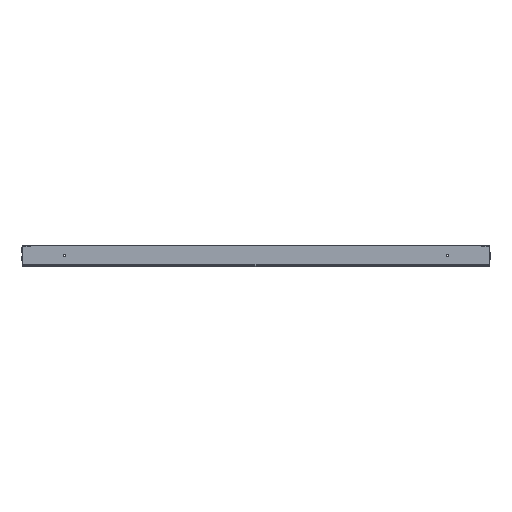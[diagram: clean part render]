
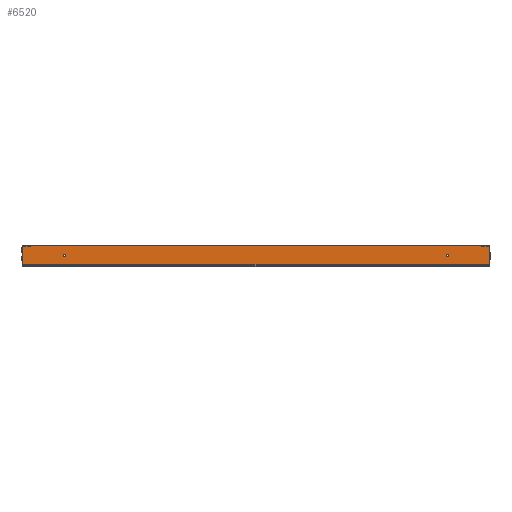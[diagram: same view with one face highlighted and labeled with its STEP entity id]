
A CAD part, front view. The second image highlights one B-rep face of the part: STEP entity #6520.
In plain terms, the highlighted planar face has unit normal (0, -1, 0).
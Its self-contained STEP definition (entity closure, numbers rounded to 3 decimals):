
#67 = EDGE_LOOP ( 'NONE', ( #34924, #545 ) ) ;
#109 = CARTESIAN_POINT ( 'NONE',  ( 0., -900., 48. ) ) ;
#487 = EDGE_LOOP ( 'NONE', ( #10166, #35158, #48232, #29876, #54331, #18405 ) ) ;
#545 = ORIENTED_EDGE ( 'NONE', *, *, #36137, .T. ) ;
#761 = VERTEX_POINT ( 'NONE', #13508 ) ;
#787 = AXIS2_PLACEMENT_3D ( 'NONE', #20103, #45980, #45709 ) ;
#961 = CARTESIAN_POINT ( 'NONE',  ( 450., -900., 21. ) ) ;
#1686 = VERTEX_POINT ( 'NONE', #8928 ) ;
#1864 = DIRECTION ( 'NONE',  ( 0., 0., 1. ) ) ;
#2430 = LINE ( 'NONE', #25146, #20800 ) ;
#3553 = VERTEX_POINT ( 'NONE', #961 ) ;
#4489 = CIRCLE ( 'NONE', #52602, 1. ) ;
#5325 = VERTEX_POINT ( 'NONE', #6091 ) ;
#6091 = CARTESIAN_POINT ( 'NONE',  ( -450., -900., 27. ) ) ;
#6520 = ADVANCED_FACE ( 'NONE', ( #50266, #46538, #15271 ), #7578, .F. ) ;
#7029 = CARTESIAN_POINT ( 'NONE',  ( -547.929, -900., 0. ) ) ;
#7578 = PLANE ( 'NONE',  #787 ) ;
#8521 = EDGE_CURVE ( 'NONE', #49589, #1686, #4489, .T. ) ;
#8594 = VERTEX_POINT ( 'NONE', #55254 ) ;
#8928 = CARTESIAN_POINT ( 'NONE',  ( -547.929, -900., 47. ) ) ;
#9148 = EDGE_CURVE ( 'NONE', #43029, #16120, #2430, .T. ) ;
#10166 = ORIENTED_EDGE ( 'NONE', *, *, #30816, .T. ) ;
#11866 = DIRECTION ( 'NONE',  ( 0., 1., 0. ) ) ;
#12359 = CARTESIAN_POINT ( 'NONE',  ( -550., -900., 2. ) ) ;
#13508 = CARTESIAN_POINT ( 'NONE',  ( -450., -900., 21. ) ) ;
#15271 = FACE_OUTER_BOUND ( 'NONE', #487, .T. ) ;
#16118 = DIRECTION ( 'NONE',  ( 0., 0., 1. ) ) ;
#16120 = VERTEX_POINT ( 'NONE', #43100 ) ;
#17486 = CARTESIAN_POINT ( 'NONE',  ( -546.929, -900., 48. ) ) ;
#18386 = CIRCLE ( 'NONE', #50178, 1. ) ;
#18405 = ORIENTED_EDGE ( 'NONE', *, *, #27745, .T. ) ;
#19538 = VECTOR ( 'NONE', #25404, 1000. ) ;
#19565 = EDGE_CURVE ( 'NONE', #32844, #3553, #34547, .T. ) ;
#20050 = EDGE_CURVE ( 'NONE', #5325, #761, #30903, .T. ) ;
#20103 = CARTESIAN_POINT ( 'NONE',  ( 0., -900., 0. ) ) ;
#20311 = DIRECTION ( 'NONE',  ( 0., 0., 1. ) ) ;
#20800 = VECTOR ( 'NONE', #46226, 1000. ) ;
#21830 = DIRECTION ( 'NONE',  ( 0., 0., 1. ) ) ;
#22840 = CARTESIAN_POINT ( 'NONE',  ( -546.929, -900., 47. ) ) ;
#23119 = DIRECTION ( 'NONE',  ( 0., 0., 1. ) ) ;
#24916 = CARTESIAN_POINT ( 'NONE',  ( 547.929, -900., 2. ) ) ;
#25146 = CARTESIAN_POINT ( 'NONE',  ( 547.929, -900., 0. ) ) ;
#25404 = DIRECTION ( 'NONE',  ( -1., 0., 0. ) ) ;
#26636 = DIRECTION ( 'NONE',  ( 0., 0., 1. ) ) ;
#27745 = EDGE_CURVE ( 'NONE', #16120, #37291, #18386, .T. ) ;
#29541 = EDGE_CURVE ( 'NONE', #8594, #1686, #33446, .T. ) ;
#29876 = ORIENTED_EDGE ( 'NONE', *, *, #32169, .F. ) ;
#30816 = EDGE_CURVE ( 'NONE', #37291, #49589, #56159, .T. ) ;
#30903 = CIRCLE ( 'NONE', #40008, 3. ) ;
#32169 = EDGE_CURVE ( 'NONE', #43029, #8594, #50768, .T. ) ;
#32453 = ORIENTED_EDGE ( 'NONE', *, *, #53006, .T. ) ;
#32837 = DIRECTION ( 'NONE',  ( 0., 1., 0. ) ) ;
#32844 = VERTEX_POINT ( 'NONE', #33802 ) ;
#33077 = CARTESIAN_POINT ( 'NONE',  ( -450., -900., 24. ) ) ;
#33446 = LINE ( 'NONE', #7029, #52034 ) ;
#33802 = CARTESIAN_POINT ( 'NONE',  ( 450., -900., 27. ) ) ;
#33809 = EDGE_LOOP ( 'NONE', ( #49716, #32453 ) ) ;
#34547 = CIRCLE ( 'NONE', #50017, 3. ) ;
#34924 = ORIENTED_EDGE ( 'NONE', *, *, #19565, .T. ) ;
#35133 = CARTESIAN_POINT ( 'NONE',  ( 546.929, -900., 48. ) ) ;
#35158 = ORIENTED_EDGE ( 'NONE', *, *, #8521, .T. ) ;
#35950 = AXIS2_PLACEMENT_3D ( 'NONE', #42272, #11866, #37735 ) ;
#36137 = EDGE_CURVE ( 'NONE', #3553, #32844, #40470, .T. ) ;
#36595 = VECTOR ( 'NONE', #47913, 1000. ) ;
#37119 = CARTESIAN_POINT ( 'NONE',  ( -450., -900., 24. ) ) ;
#37291 = VERTEX_POINT ( 'NONE', #35133 ) ;
#37363 = DIRECTION ( 'NONE',  ( 0., 1., 0. ) ) ;
#37735 = DIRECTION ( 'NONE',  ( 0., 0., 1. ) ) ;
#39455 = DIRECTION ( 'NONE',  ( 0., -1., 0. ) ) ;
#40008 = AXIS2_PLACEMENT_3D ( 'NONE', #33077, #37363, #20311 ) ;
#40470 = CIRCLE ( 'NONE', #35950, 3. ) ;
#42272 = CARTESIAN_POINT ( 'NONE',  ( 450., -900., 24. ) ) ;
#43029 = VERTEX_POINT ( 'NONE', #24916 ) ;
#43100 = CARTESIAN_POINT ( 'NONE',  ( 547.929, -900., 47. ) ) ;
#43168 = CARTESIAN_POINT ( 'NONE',  ( 450., -900., 24. ) ) ;
#44009 = DIRECTION ( 'NONE',  ( 0., 1., 0. ) ) ;
#45683 = CIRCLE ( 'NONE', #46566, 3. ) ;
#45709 = DIRECTION ( 'NONE',  ( 0., 0., 1. ) ) ;
#45980 = DIRECTION ( 'NONE',  ( 0., 1., 0. ) ) ;
#46226 = DIRECTION ( 'NONE',  ( 0., 0., 1. ) ) ;
#46538 = FACE_BOUND ( 'NONE', #67, .T. ) ;
#46566 = AXIS2_PLACEMENT_3D ( 'NONE', #37119, #32837, #1864 ) ;
#47913 = DIRECTION ( 'NONE',  ( -1., 0., 0. ) ) ;
#48232 = ORIENTED_EDGE ( 'NONE', *, *, #29541, .F. ) ;
#49589 = VERTEX_POINT ( 'NONE', #17486 ) ;
#49716 = ORIENTED_EDGE ( 'NONE', *, *, #20050, .T. ) ;
#50017 = AXIS2_PLACEMENT_3D ( 'NONE', #43168, #44009, #21830 ) ;
#50178 = AXIS2_PLACEMENT_3D ( 'NONE', #56255, #39455, #26636 ) ;
#50266 = FACE_BOUND ( 'NONE', #33809, .T. ) ;
#50768 = LINE ( 'NONE', #12359, #19538 ) ;
#52034 = VECTOR ( 'NONE', #16118, 1000. ) ;
#52602 = AXIS2_PLACEMENT_3D ( 'NONE', #22840, #53283, #23119 ) ;
#53006 = EDGE_CURVE ( 'NONE', #761, #5325, #45683, .T. ) ;
#53283 = DIRECTION ( 'NONE',  ( 0., -1., 0. ) ) ;
#54331 = ORIENTED_EDGE ( 'NONE', *, *, #9148, .T. ) ;
#55254 = CARTESIAN_POINT ( 'NONE',  ( -547.929, -900., 2. ) ) ;
#56159 = LINE ( 'NONE', #109, #36595 ) ;
#56255 = CARTESIAN_POINT ( 'NONE',  ( 546.929, -900., 47. ) ) ;
